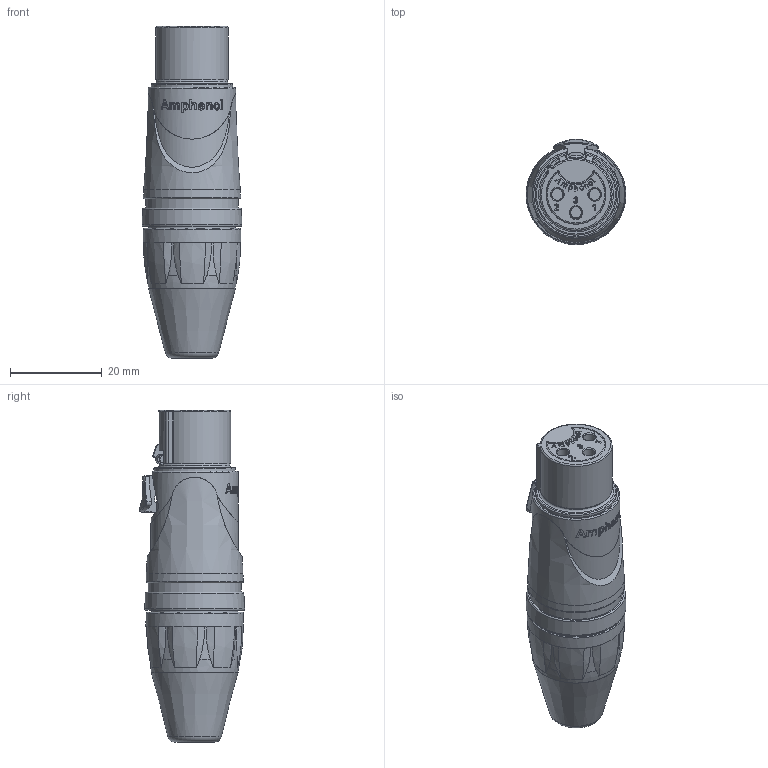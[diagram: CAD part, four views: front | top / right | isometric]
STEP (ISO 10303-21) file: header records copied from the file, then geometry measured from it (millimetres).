
FILE_DESCRIPTION(/* description */ (''),/* implementation_level */ '2;1');
FILE_NAME(/* name */ 'AX3FB.stp',/* time_stamp */ '2019-10-30T16:25:46+11:00',/* author */ ('minh'),/* organization */ (''),/* preprocessor_version */ 'ST-DEVELOPER v16.1',/* originating_system */ 'Autodesk Inventor 2016',/* authorisation */ '');
FILE_SCHEMA (('AUTOMOTIVE_DESIGN { 1 0 10303 214 3 1 1 }'));
Length unit declared in the file: inch
Products named in the file (1): AX3FB_Shrinkwrap_1
Bounding box: 21.73 x 22.89 x 72.23 mm (x, y, z)
Surface area: 8306.6 mm2 (no closed solid volume)
Topology: 0 solids, 43 shells, 220 faces, 1292 edges, 1085 vertices
Faces by surface type: plane 73, cylinder 59, bspline 53, cone 22, torus 13
Full cylindrical faces by diameter (mm): 2.6 x3, 3 x1, 8.6 x1, 17.7 x1, 18.8 x1, 19 x1, 20.2 x1, 21.2 x1
Entity records: 20676 total; most frequent: CARTESIAN_POINT 11768, ORIENTED_EDGE 1622, DIRECTION 1420, EDGE_CURVE 1258, VERTEX_POINT 1076, AXIS2_PLACEMENT_3D 492, B_SPLINE_CURVE_WITH_KNOTS 483, LINE 436
